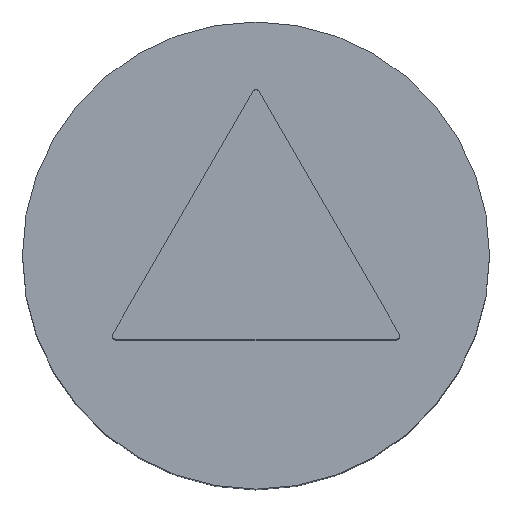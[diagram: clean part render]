
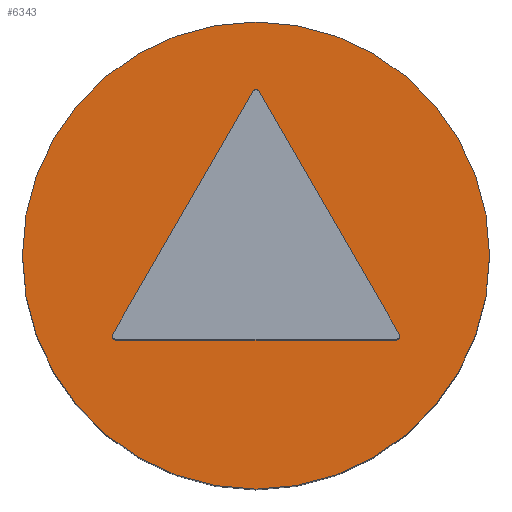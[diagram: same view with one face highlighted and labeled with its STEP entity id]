
A CAD part, top view. The second image highlights one B-rep face of the part: STEP entity #6343.
In plain terms, the highlighted planar face has unit normal (0, 0, 1).
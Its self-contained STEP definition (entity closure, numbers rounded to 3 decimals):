
#417 = EDGE_CURVE ( 'NONE', #9141, #3063, #9586, .T. ) ;
#443 = ORIENTED_EDGE ( 'NONE', *, *, #3452, .F. ) ;
#641 = CARTESIAN_POINT ( 'NONE',  ( -3.9, -2.252, 7. ) ) ;
#800 = AXIS2_PLACEMENT_3D ( 'NONE', #4800, #12458, #16130 ) ;
#811 = DIRECTION ( 'NONE',  ( -1., 0., 0. ) ) ;
#948 = DIRECTION ( 'NONE',  ( 1., 0., 0. ) ) ;
#1003 = AXIS2_PLACEMENT_3D ( 'NONE', #2918, #1568, #9200 ) ;
#1402 = EDGE_CURVE ( 'NONE', #2919, #3007, #4085, .T. ) ;
#1568 = DIRECTION ( 'NONE',  ( 0., 0., 1. ) ) ;
#1624 = CARTESIAN_POINT ( 'NONE',  ( 3.9, -2.252, 7. ) ) ;
#1848 = VERTEX_POINT ( 'NONE', #15966 ) ;
#1866 = CARTESIAN_POINT ( 'NONE',  ( -0.087, 4.553, 7. ) ) ;
#2054 = CARTESIAN_POINT ( 'NONE',  ( 0., 0., 7. ) ) ;
#2071 = ORIENTED_EDGE ( 'NONE', *, *, #3794, .F. ) ;
#2341 = VERTEX_POINT ( 'NONE', #7231 ) ;
#2431 = CARTESIAN_POINT ( 'NONE',  ( -3.9, -2.352, 7. ) ) ;
#2606 = VERTEX_POINT ( 'NONE', #1866 ) ;
#2745 = DIRECTION ( 'NONE',  ( -0.5, -0.866, 0. ) ) ;
#2918 = CARTESIAN_POINT ( 'NONE',  ( -3.9, -2.252, 7. ) ) ;
#2919 = VERTEX_POINT ( 'NONE', #15551 ) ;
#3007 = VERTEX_POINT ( 'NONE', #2431 ) ;
#3063 = VERTEX_POINT ( 'NONE', #15583 ) ;
#3109 = DIRECTION ( 'NONE',  ( 1., 0., 0. ) ) ;
#3183 = AXIS2_PLACEMENT_3D ( 'NONE', #14275, #4152, #5416 ) ;
#3452 = EDGE_CURVE ( 'NONE', #3007, #7416, #4839, .T. ) ;
#3518 = ORIENTED_EDGE ( 'NONE', *, *, #1402, .F. ) ;
#3647 = VECTOR ( 'NONE', #948, 1000. ) ;
#3794 = EDGE_CURVE ( 'NONE', #1848, #2919, #14086, .T. ) ;
#4085 = CIRCLE ( 'NONE', #14670, 0.1 ) ;
#4152 = DIRECTION ( 'NONE',  ( 0., 0., 1. ) ) ;
#4637 = CARTESIAN_POINT ( 'NONE',  ( -3.9, -2.352, 7. ) ) ;
#4800 = CARTESIAN_POINT ( 'NONE',  ( 0., 0., 7. ) ) ;
#4839 = LINE ( 'NONE', #4637, #3647 ) ;
#5252 = EDGE_CURVE ( 'NONE', #3063, #9141, #7959, .T. ) ;
#5416 = DIRECTION ( 'NONE',  ( 1., 0., 0. ) ) ;
#5483 = VERTEX_POINT ( 'NONE', #7047 ) ;
#6149 = VECTOR ( 'NONE', #2745, 1000. ) ;
#6343 = ADVANCED_FACE ( 'NONE', ( #15626, #12302 ), #16027, .T. ) ;
#6383 = CARTESIAN_POINT ( 'NONE',  ( 6.5, 0., 7. ) ) ;
#6673 = AXIS2_PLACEMENT_3D ( 'NONE', #15825, #9551, #3109 ) ;
#7047 = CARTESIAN_POINT ( 'NONE',  ( 0.087, 4.553, 7. ) ) ;
#7231 = CARTESIAN_POINT ( 'NONE',  ( 3.987, -2.202, 7. ) ) ;
#7416 = VERTEX_POINT ( 'NONE', #12426 ) ;
#7750 = ORIENTED_EDGE ( 'NONE', *, *, #5252, .T. ) ;
#7828 = AXIS2_PLACEMENT_3D ( 'NONE', #2054, #10925, #10868 ) ;
#7959 = CIRCLE ( 'NONE', #3183, 6.5 ) ;
#8094 = LINE ( 'NONE', #8847, #15585 ) ;
#8449 = CIRCLE ( 'NONE', #6673, 0.1 ) ;
#8647 = EDGE_CURVE ( 'NONE', #2606, #1848, #12049, .T. ) ;
#8754 = CARTESIAN_POINT ( 'NONE',  ( -0.087, 4.553, 7. ) ) ;
#8847 = CARTESIAN_POINT ( 'NONE',  ( 3.987, -2.202, 7. ) ) ;
#9075 = EDGE_CURVE ( 'NONE', #2341, #5483, #8094, .T. ) ;
#9125 = EDGE_LOOP ( 'NONE', ( #7750, #13855 ) ) ;
#9141 = VERTEX_POINT ( 'NONE', #6383 ) ;
#9200 = DIRECTION ( 'NONE',  ( -1., 0., 0. ) ) ;
#9433 = ORIENTED_EDGE ( 'NONE', *, *, #9075, .F. ) ;
#9434 = DIRECTION ( 'NONE',  ( 0., 0., 1. ) ) ;
#9455 = CIRCLE ( 'NONE', #10878, 0.1 ) ;
#9551 = DIRECTION ( 'NONE',  ( 0., 0., 1. ) ) ;
#9586 = CIRCLE ( 'NONE', #7828, 6.5 ) ;
#9839 = EDGE_LOOP ( 'NONE', ( #2071, #11763, #15155, #9433, #15368, #443, #3518 ) ) ;
#10199 = DIRECTION ( 'NONE',  ( 0., 0., 1. ) ) ;
#10319 = DIRECTION ( 'NONE',  ( -1., 0., 0. ) ) ;
#10868 = DIRECTION ( 'NONE',  ( 1., 0., 0. ) ) ;
#10878 = AXIS2_PLACEMENT_3D ( 'NONE', #1624, #10199, #10319 ) ;
#10925 = DIRECTION ( 'NONE',  ( 0., 0., 1. ) ) ;
#11763 = ORIENTED_EDGE ( 'NONE', *, *, #8647, .F. ) ;
#12049 = LINE ( 'NONE', #8754, #6149 ) ;
#12302 = FACE_OUTER_BOUND ( 'NONE', #9125, .T. ) ;
#12378 = EDGE_CURVE ( 'NONE', #7416, #2341, #9455, .T. ) ;
#12426 = CARTESIAN_POINT ( 'NONE',  ( 3.9, -2.352, 7. ) ) ;
#12458 = DIRECTION ( 'NONE',  ( 0., 0., 1. ) ) ;
#12649 = DIRECTION ( 'NONE',  ( -0.5, 0.866, 0. ) ) ;
#13288 = EDGE_CURVE ( 'NONE', #5483, #2606, #8449, .T. ) ;
#13855 = ORIENTED_EDGE ( 'NONE', *, *, #417, .T. ) ;
#14086 = CIRCLE ( 'NONE', #1003, 0.1 ) ;
#14275 = CARTESIAN_POINT ( 'NONE',  ( 0., 0., 7. ) ) ;
#14670 = AXIS2_PLACEMENT_3D ( 'NONE', #641, #9434, #811 ) ;
#15155 = ORIENTED_EDGE ( 'NONE', *, *, #13288, .F. ) ;
#15368 = ORIENTED_EDGE ( 'NONE', *, *, #12378, .F. ) ;
#15551 = CARTESIAN_POINT ( 'NONE',  ( -4., -2.252, 7. ) ) ;
#15583 = CARTESIAN_POINT ( 'NONE',  ( -6.5, 0., 7. ) ) ;
#15585 = VECTOR ( 'NONE', #12649, 1000. ) ;
#15626 = FACE_BOUND ( 'NONE', #9839, .T. ) ;
#15825 = CARTESIAN_POINT ( 'NONE',  ( 0., 4.503, 7. ) ) ;
#15966 = CARTESIAN_POINT ( 'NONE',  ( -3.987, -2.202, 7. ) ) ;
#16027 = PLANE ( 'NONE',  #800 ) ;
#16130 = DIRECTION ( 'NONE',  ( 1., 0., 0. ) ) ;
